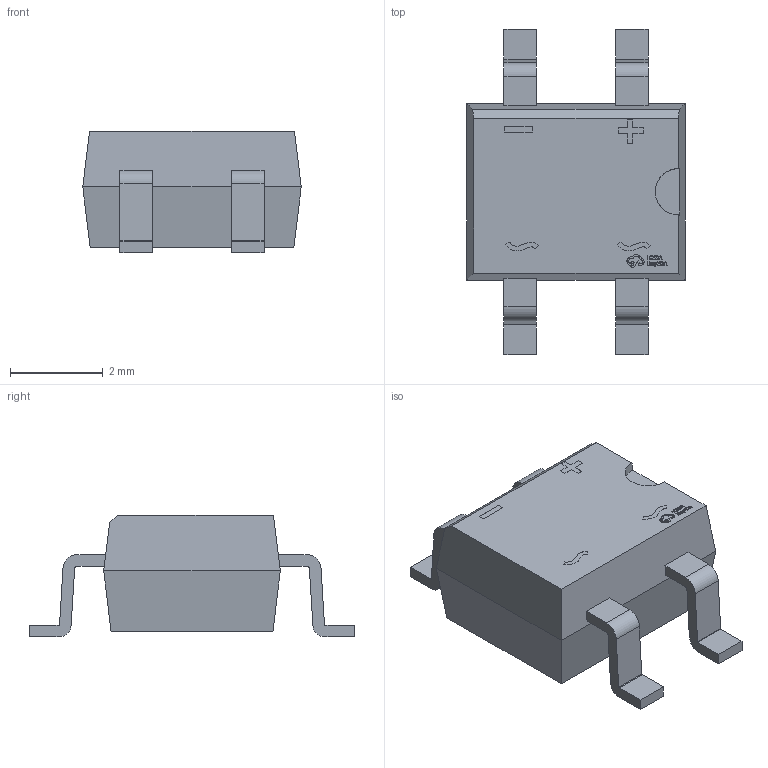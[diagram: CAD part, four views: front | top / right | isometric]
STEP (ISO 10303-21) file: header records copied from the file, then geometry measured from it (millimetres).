
FILE_DESCRIPTION (( 'STEP AP214' ), '1' );
FILE_NAME ('MBS_L4.7-W3.8-P2.40-LS7.0-TL.step', '2022-08-04T05:32:32', ( '' ), ( '' ), 'SwSTEP 2.0', 'SolidWorks 2020', '' );
FILE_SCHEMA (( 'AUTOMOTIVE_DESIGN' ));
Length unit declared in the file: millimetre
Products named in the file (1): MBS_L4.7-W3.8-P2.40-LS7.0-TL
Bounding box: 4.7 x 7 x 2.62 mm (x, y, z)
Volume: 43.4 mm3; surface area: 94.2 mm2
Topology: 14 solids, 14 shells, 383 faces, 1016 edges, 676 vertices
Faces by surface type: plane 250, bspline 116, cylinder 17
Entity records: 17408 total; most frequent: CARTESIAN_POINT 4270, ORIENTED_EDGE 2032, DIRECTION 1348, EDGE_CURVE 1016, VECTOR 744, LINE 744, VERTEX_POINT 676, EDGE_LOOP 410
